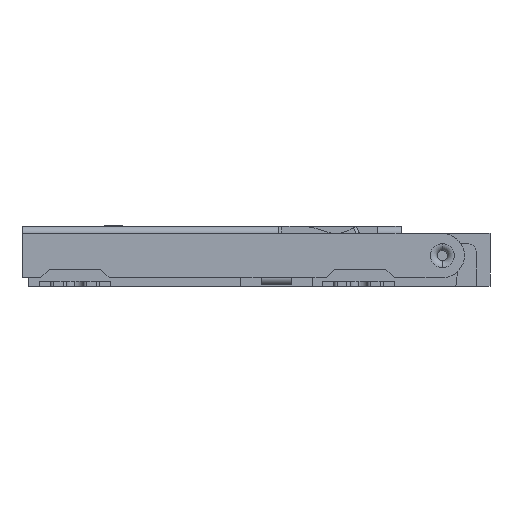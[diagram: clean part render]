
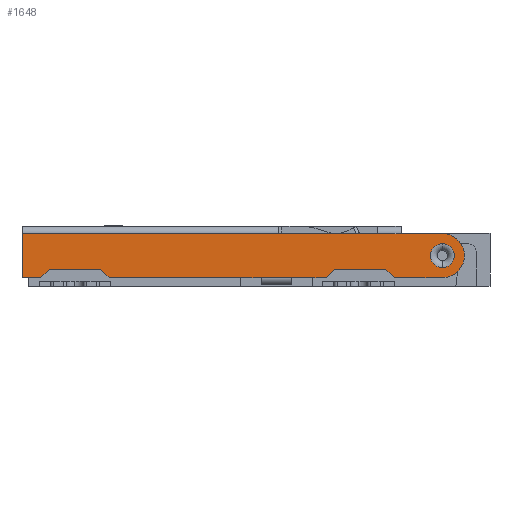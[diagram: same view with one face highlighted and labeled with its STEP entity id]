
A CAD part, left-side view. The second image highlights one B-rep face of the part: STEP entity #1648.
In plain terms, the highlighted planar face has unit normal (-1, 0, 0).
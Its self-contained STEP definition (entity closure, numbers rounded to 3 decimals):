
#1648=ADVANCED_FACE('',(#3527,#3528),#3529,.T.);
#3527=FACE_OUTER_BOUND('',#5548,.T.);
#3528=FACE_BOUND('',#5549,.T.);
#3529=PLANE('',#5550);
#5548=EDGE_LOOP('',(#13293,#13294,#13295,#13296,#13297,#13298,#13299,#13300,#13301,#13302,#13303,#13304,#13305,#13306,#13307,#13308,#13309,#13310,#13311,#13312,#13313));
#5549=EDGE_LOOP('',(#13314,#13315));
#5550=AXIS2_PLACEMENT_3D('',#13316,#13317,#13318);
#13293=ORIENTED_EDGE('',*,*,#15893,.F.);
#13294=ORIENTED_EDGE('',*,*,#15829,.T.);
#13295=ORIENTED_EDGE('',*,*,#15892,.T.);
#13296=ORIENTED_EDGE('',*,*,#15848,.T.);
#13297=ORIENTED_EDGE('',*,*,#15855,.T.);
#13298=ORIENTED_EDGE('',*,*,#15852,.T.);
#13299=ORIENTED_EDGE('',*,*,#15883,.T.);
#13300=ORIENTED_EDGE('',*,*,#15861,.T.);
#13301=ORIENTED_EDGE('',*,*,#15858,.T.);
#13302=ORIENTED_EDGE('',*,*,#15894,.T.);
#13303=ORIENTED_EDGE('',*,*,#15809,.F.);
#13304=ORIENTED_EDGE('',*,*,#15865,.T.);
#13305=ORIENTED_EDGE('',*,*,#15579,.T.);
#13306=ORIENTED_EDGE('',*,*,#15890,.T.);
#13307=ORIENTED_EDGE('',*,*,#15843,.F.);
#13308=ORIENTED_EDGE('',*,*,#15837,.F.);
#13309=ORIENTED_EDGE('',*,*,#15841,.F.);
#13310=ORIENTED_EDGE('',*,*,#15891,.T.);
#13311=ORIENTED_EDGE('',*,*,#15833,.F.);
#13312=ORIENTED_EDGE('',*,*,#15895,.F.);
#13313=ORIENTED_EDGE('',*,*,#15815,.T.);
#13314=ORIENTED_EDGE('',*,*,#15705,.T.);
#13315=ORIENTED_EDGE('',*,*,#15495,.T.);
#13316=CARTESIAN_POINT('',(-6.8,1.4,1.55));
#13317=DIRECTION('',(-1.0,0.0,0.));
#13318=DIRECTION('',(0.,0.0,1.0));
#15495=EDGE_CURVE('',#19460,#19458,#19461,.F.);
#15579=EDGE_CURVE('',#19623,#19621,#19624,.T.);
#15705=EDGE_CURVE('',#19458,#19460,#19825,.F.);
#15809=EDGE_CURVE('',#19966,#19973,#19979,.T.);
#15815=EDGE_CURVE('',#19991,#19989,#19992,.T.);
#15829=EDGE_CURVE('',#20013,#20011,#20014,.T.);
#15833=EDGE_CURVE('',#20019,#20021,#20022,.T.);
#15837=EDGE_CURVE('',#20027,#20029,#20030,.T.);
#15841=EDGE_CURVE('',#20035,#20027,#20037,.T.);
#15843=EDGE_CURVE('',#20029,#20039,#20040,.T.);
#15848=EDGE_CURVE('',#20049,#20047,#20050,.T.);
#15852=EDGE_CURVE('',#20057,#20055,#20058,.T.);
#15855=EDGE_CURVE('',#20047,#20057,#20061,.T.);
#15858=EDGE_CURVE('',#20064,#19810,#20065,.T.);
#15861=EDGE_CURVE('',#20069,#20064,#20070,.T.);
#15865=EDGE_CURVE('',#19966,#19623,#20075,.T.);
#15883=EDGE_CURVE('',#20055,#20069,#20101,.T.);
#15890=EDGE_CURVE('',#19621,#20039,#20108,.T.);
#15891=EDGE_CURVE('',#20035,#20021,#20109,.T.);
#15892=EDGE_CURVE('',#20011,#20049,#20110,.T.);
#15893=EDGE_CURVE('',#20013,#19989,#20111,.T.);
#15894=EDGE_CURVE('',#19810,#19973,#20112,.T.);
#15895=EDGE_CURVE('',#19991,#20019,#20113,.T.);
#19458=VERTEX_POINT('',#25318);
#19460=VERTEX_POINT('',#25320);
#19461=CIRCLE('',#25321,0.35);
#19621=VERTEX_POINT('',#25538);
#19623=VERTEX_POINT('',#25541);
#19624=LINE('',#25542,#25543);
#19810=VERTEX_POINT('',#25815);
#19825=CIRCLE('',#25841,0.35);
#19966=VERTEX_POINT('',#26048);
#19973=VERTEX_POINT('',#26058);
#19979=LINE('',#26066,#26067);
#19989=VERTEX_POINT('',#26079);
#19991=VERTEX_POINT('',#26081);
#19992=LINE('',#26082,#26083);
#20011=VERTEX_POINT('',#26113);
#20013=VERTEX_POINT('',#26116);
#20014=LINE('',#26117,#26118);
#20019=VERTEX_POINT('',#26125);
#20021=VERTEX_POINT('',#26128);
#20022=LINE('',#26129,#26130);
#20027=VERTEX_POINT('',#26137);
#20029=VERTEX_POINT('',#26140);
#20030=LINE('',#26141,#26142);
#20035=VERTEX_POINT('',#26149);
#20037=LINE('',#26152,#26153);
#20039=VERTEX_POINT('',#26156);
#20040=LINE('',#26157,#26158);
#20047=VERTEX_POINT('',#26168);
#20049=VERTEX_POINT('',#26171);
#20050=LINE('',#26172,#26173);
#20055=VERTEX_POINT('',#26180);
#20057=VERTEX_POINT('',#26183);
#20058=LINE('',#26184,#26185);
#20061=LINE('',#26190,#26191);
#20064=VERTEX_POINT('',#26194);
#20065=LINE('',#26195,#26196);
#20069=VERTEX_POINT('',#26202);
#20070=CIRCLE('',#26203,0.645);
#20075=LINE('',#26210,#26211);
#20101=LINE('',#26250,#26251);
#20108=LINE('',#26264,#26265);
#20109=LINE('',#26266,#26267);
#20110=LINE('',#26268,#26269);
#20111=LINE('',#26270,#26271);
#20112=LINE('',#26272,#26273);
#20113=LINE('',#26274,#26275);
#25318=CARTESIAN_POINT('',(-6.8,-5.355,1.245));
#25320=CARTESIAN_POINT('',(-6.8,-5.355,0.545));
#25321=AXIS2_PLACEMENT_3D('',#29483,#29484,#29485);
#25538=CARTESIAN_POINT('',(-6.8,6.95,0.25));
#25541=CARTESIAN_POINT('',(-6.8,6.95,1.54));
#25542=CARTESIAN_POINT('',(-6.8,6.95,1.6));
#25543=VECTOR('',#29619,1000.0);
#25815=CARTESIAN_POINT('',(-6.8,-4.15,1.54));
#25841=AXIS2_PLACEMENT_3D('',#29801,#29802,#29803);
#26048=CARTESIAN_POINT('',(-6.8,-0.55,1.54));
#26058=CARTESIAN_POINT('',(-6.8,-3.453,1.54));
#26066=CARTESIAN_POINT('',(-6.8,-0.55,1.54));
#26067=VECTOR('',#29971,1000.0);
#26079=CARTESIAN_POINT('',(-6.8,-0.95,0.26));
#26081=CARTESIAN_POINT('',(-6.8,-0.05,0.26));
#26082=CARTESIAN_POINT('',(-6.8,-0.05,0.26));
#26083=VECTOR('',#29983,1000.0);
#26113=CARTESIAN_POINT('',(-6.8,-0.952,0.25));
#26116=CARTESIAN_POINT('',(-6.8,-0.952,0.26));
#26117=CARTESIAN_POINT('',(-6.8,-0.952,0.25));
#26118=VECTOR('',#29999,1000.0);
#26125=CARTESIAN_POINT('',(-6.8,-0.048,0.26));
#26128=CARTESIAN_POINT('',(-6.8,-0.048,0.25));
#26129=CARTESIAN_POINT('',(-6.8,-0.048,0.25));
#26130=VECTOR('',#30003,1000.0);
#26137=CARTESIAN_POINT('',(-6.8,4.65,0.5));
#26140=CARTESIAN_POINT('',(-6.8,6.15,0.5));
#26141=CARTESIAN_POINT('',(-6.8,4.65,0.5));
#26142=VECTOR('',#30007,1000.0);
#26149=CARTESIAN_POINT('',(-6.8,4.4,0.25));
#26152=CARTESIAN_POINT('',(-6.8,4.4,0.25));
#26153=VECTOR('',#30011,1000.0);
#26156=CARTESIAN_POINT('',(-6.8,6.4,0.25));
#26157=CARTESIAN_POINT('',(-6.8,6.15,0.5));
#26158=VECTOR('',#30013,1000.0);
#26168=CARTESIAN_POINT('',(-6.8,-2.2,0.5));
#26171=CARTESIAN_POINT('',(-6.8,-1.95,0.25));
#26172=CARTESIAN_POINT('',(-6.8,-1.95,0.25));
#26173=VECTOR('',#30018,1000.0);
#26180=CARTESIAN_POINT('',(-6.8,-3.95,0.25));
#26183=CARTESIAN_POINT('',(-6.8,-3.7,0.5));
#26184=CARTESIAN_POINT('',(-6.8,-3.7,0.5));
#26185=VECTOR('',#30022,1000.0);
#26190=CARTESIAN_POINT('',(-6.8,-2.2,0.5));
#26191=VECTOR('',#30025,1000.0);
#26194=CARTESIAN_POINT('',(-6.8,-5.355,1.54));
#26195=CARTESIAN_POINT('',(-6.8,-5.355,1.54));
#26196=VECTOR('',#30032,1000.0);
#26202=CARTESIAN_POINT('',(-6.8,-5.355,0.25));
#26203=AXIS2_PLACEMENT_3D('',#30035,#30036,#30037);
#26210=CARTESIAN_POINT('',(-6.8,-4.15,1.54));
#26211=VECTOR('',#30043,1000.0);
#26250=CARTESIAN_POINT('',(-6.8,6.95,0.25));
#26251=VECTOR('',#30069,1000.0);
#26264=CARTESIAN_POINT('',(-6.8,6.95,0.25));
#26265=VECTOR('',#30076,1000.0);
#26266=CARTESIAN_POINT('',(-6.8,6.95,0.25));
#26267=VECTOR('',#30077,1000.0);
#26268=CARTESIAN_POINT('',(-6.8,6.95,0.25));
#26269=VECTOR('',#30078,1000.0);
#26270=CARTESIAN_POINT('',(-6.8,-0.048,0.26));
#26271=VECTOR('',#30079,1000.0);
#26272=CARTESIAN_POINT('',(-6.8,-4.15,1.54));
#26273=VECTOR('',#30080,1000.0);
#26274=CARTESIAN_POINT('',(-6.8,-0.048,0.26));
#26275=VECTOR('',#30081,1000.0);
#29483=CARTESIAN_POINT('',(-6.8,-5.355,0.895));
#29484=DIRECTION('',(-1.0,0.0,0.));
#29485=DIRECTION('',(0.,0.0,1.0));
#29619=DIRECTION('',(0.,0.0,-1.0));
#29801=CARTESIAN_POINT('',(-6.8,-5.355,0.895));
#29802=DIRECTION('',(-1.0,0.0,0.));
#29803=DIRECTION('',(0.,0.0,1.0));
#29971=DIRECTION('',(0.0,-1.0,0.0));
#29983=DIRECTION('',(0.0,-1.0,0.0));
#29999=DIRECTION('',(0.0,0.,-1.0));
#30003=DIRECTION('',(0.0,0.0,-1.0));
#30007=DIRECTION('',(0.,1.0,0.));
#30011=DIRECTION('',(0.,0.707,0.707));
#30013=DIRECTION('',(0.,0.707,-0.707));
#30018=DIRECTION('',(0.,-0.707,0.707));
#30022=DIRECTION('',(0.,-0.707,-0.707));
#30025=DIRECTION('',(0.0,-1.0,0.0));
#30032=DIRECTION('',(0.,1.0,0.));
#30035=CARTESIAN_POINT('',(-6.8,-5.355,0.895));
#30036=DIRECTION('',(-1.0,0.0,0.));
#30037=DIRECTION('',(0.0,1.0,0.0));
#30043=DIRECTION('',(0.0,1.0,0.));
#30069=DIRECTION('',(0.0,-1.0,0.0));
#30076=DIRECTION('',(0.0,-1.0,0.0));
#30077=DIRECTION('',(0.0,-1.0,0.0));
#30078=DIRECTION('',(0.0,-1.0,0.0));
#30079=DIRECTION('',(0.0,1.0,0.0));
#30080=DIRECTION('',(0.0,1.0,0.));
#30081=DIRECTION('',(0.0,1.0,0.0));
